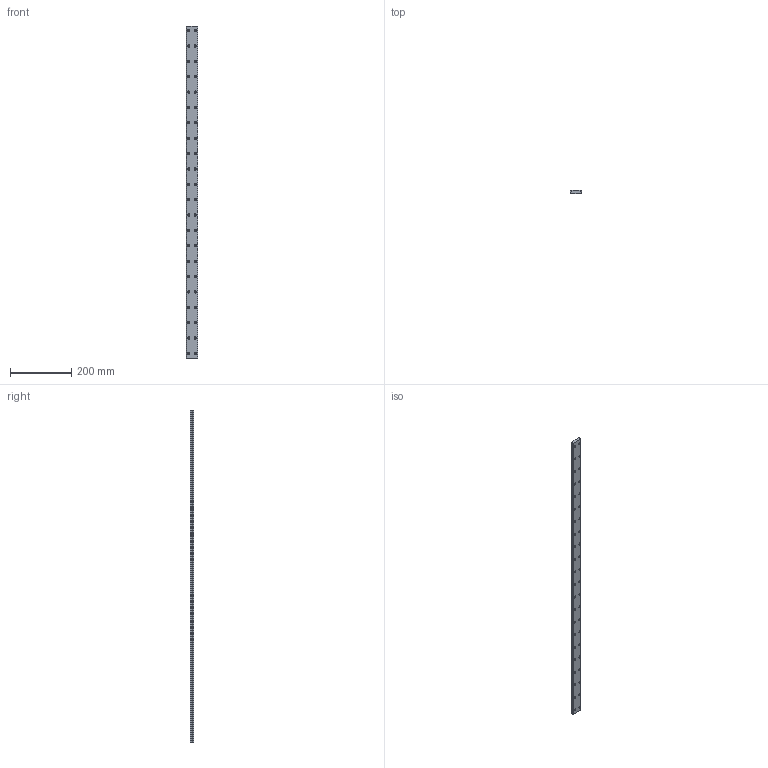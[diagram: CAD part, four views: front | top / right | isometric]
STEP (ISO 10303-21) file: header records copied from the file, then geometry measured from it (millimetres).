
FILE_DESCRIPTION(/* description */ ('LGBW P3-'),/* implementation_level */ '2;1');
FILE_NAME(/* name */ 'LGB R 21 L 01080.stp',/* time_stamp */ '2024-07-25T10:52:54+02:00',/* author */ ('konstrukce'),/* organization */ ('SNR'),/* preprocessor_version */ 'ST-DEVELOPER v18.1',/* originating_system */ 'Autodesk Inventor 2022',/* authorisation */ '');
FILE_SCHEMA (('AUTOMOTIVE_DESIGN { 1 0 10303 214 3 1 1 }'));
Length unit declared in the file: millimetre
Products named in the file (1): LGBW21L1080BB_rail_(1_15)
Bounding box: 37 x 11 x 1080 mm (x, y, z)
Volume: 397258.1 mm3; surface area: 114799.1 mm2
Topology: 1 solids, 1 shells, 154 faces, 324 edges, 216 vertices
Faces by surface type: cylinder 88, plane 66
Full cylindrical faces by diameter (mm): 4.5 x44, 7.5 x44
Entity records: 4423 total; most frequent: DIRECTION 810, CARTESIAN_POINT 695, ORIENTED_EDGE 648, AXIS2_PLACEMENT_3D 331, EDGE_CURVE 324, EDGE_LOOP 286, VERTEX_POINT 216, CIRCLE 176
